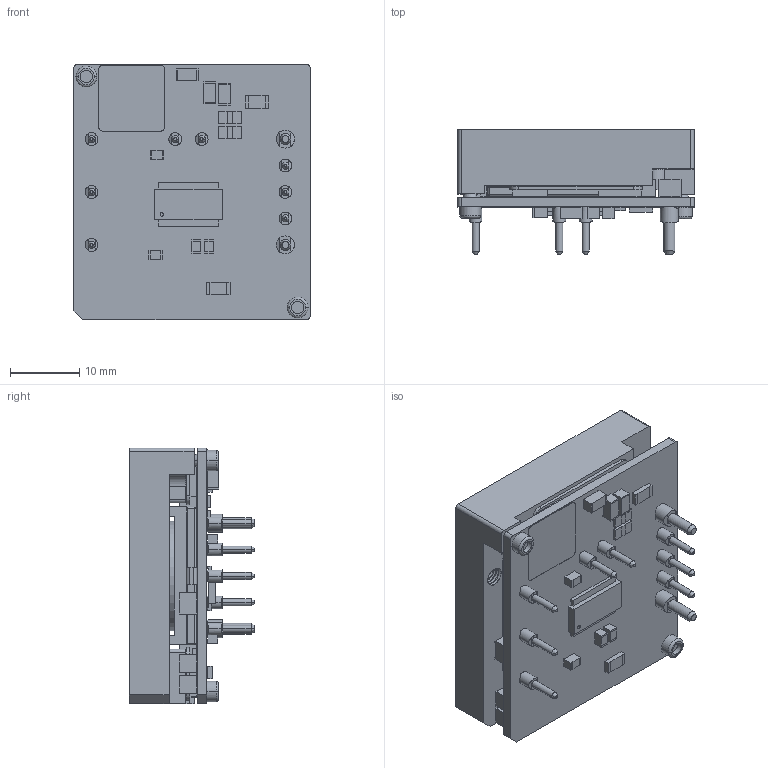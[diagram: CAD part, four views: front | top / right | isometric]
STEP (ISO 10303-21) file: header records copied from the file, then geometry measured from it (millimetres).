
FILE_DESCRIPTION (( 'STEP AP214' ), '1' );
FILE_NAME ('i7C4W008A120V-0C3-R.STEP', '2022-06-09T08:06:17', ( '' ), ( '' ), 'SwSTEP 2.0', 'SolidWorks 2020', '' );
FILE_SCHEMA (( 'AUTOMOTIVE_DESIGN' ));
Length unit declared in the file: millimetre
Products named in the file (2): i7CxW-xCx-R(sw2020)_I7C4W008A120V-0C1-R; i7C4W008A120V-0C3-R
Assembly tree (1 placements, depth 2):
  i7C4W008A120V-0C3-R
    i7CxW-xCx-R(sw2020)_I7C4W008A120V-0C1-R
Bounding box: 34.04 x 18.03 x 36.83 mm (x, y, z)
Volume: 10939.5 mm3; surface area: 13524.7 mm2
Topology: 52 solids, 62 shells, 1004 faces, 2448 edges, 1576 vertices
Faces by surface type: plane 688, cylinder 214, cone 84, sphere 8, bspline 6, torus 4
Entity records: 33651 total; most frequent: CARTESIAN_POINT 9778, ORIENTED_EDGE 4896, DIRECTION 4604, EDGE_CURVE 2448, VECTOR 1720, LINE 1720, VERTEX_POINT 1576, AXIS2_PLACEMENT_3D 1442
